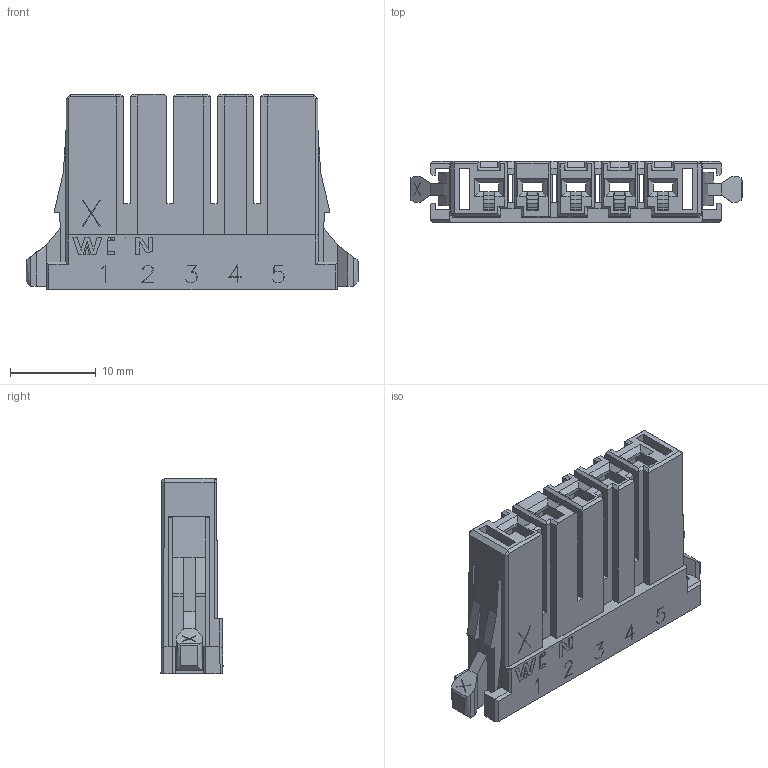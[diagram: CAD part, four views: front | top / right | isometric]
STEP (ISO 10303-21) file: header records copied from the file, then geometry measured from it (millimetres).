
FILE_DESCRIPTION( ('This file contains a STEP AP42 implementation' ,'as created by ZW3D STEP Interface translator.') ,'2;1' );
FILE_NAME( 'WD5085-1H05B001W.stp' ,'2312 8.163027', (''), ('ZWCAD Software Co.'), 'Version 1.0', 'ZW3D to STEP translator', '' );
FILE_SCHEMA(('AUTOMOTIVE_DESIGN { 1 0 10303 214 1 1 1 1 }'));
Length unit declared in the file: millimetre
Products named in the file (2): 0; WD5085-1H05B001W
Bounding box: 38.77 x 7.24 x 22.8 mm (x, y, z)
Volume: 2357.9 mm3
Topology: 1 solids, 3 shells, 706 faces, 1954 edges, 1259 vertices
Faces by surface type: plane 635, cylinder 41, bspline 30
Entity records: 23172 total; most frequent: CARTESIAN_POINT 4557, ORIENTED_EDGE 3914, DIRECTION 3321, EDGE_CURVE 1957, VECTOR 1839, LINE 1839, VERTEX_POINT 1261, AXIS2_PLACEMENT_3D 741
